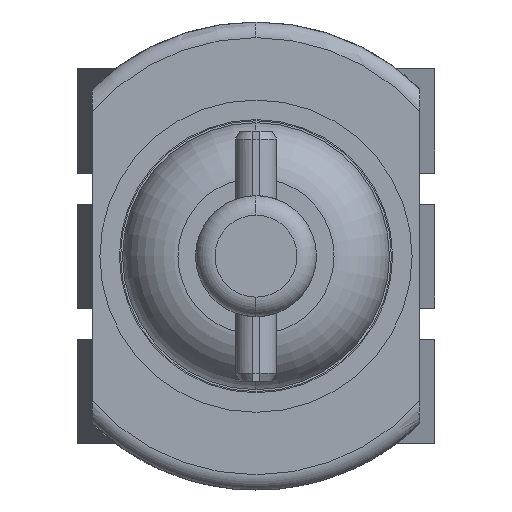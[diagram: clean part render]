
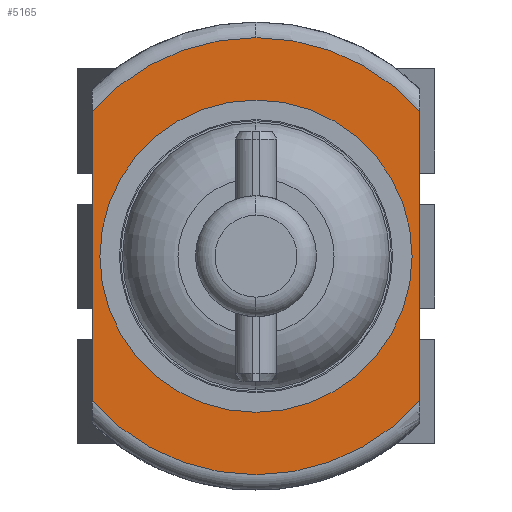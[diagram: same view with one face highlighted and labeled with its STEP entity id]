
A CAD part, front view. The second image highlights one B-rep face of the part: STEP entity #5165.
In plain terms, the highlighted planar face has unit normal (0, -1, 0).
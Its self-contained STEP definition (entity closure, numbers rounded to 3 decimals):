
#183 = CARTESIAN_POINT ( 'NONE',  ( 2.1, 5.5, -1.852 ) ) ;
#325 = DIRECTION ( 'NONE',  ( 0., 0., 1. ) ) ;
#586 = VECTOR ( 'NONE', #2794, 1000. ) ;
#667 = EDGE_LOOP ( 'NONE', ( #6630, #3424 ) ) ;
#691 = LINE ( 'NONE', #8270, #586 ) ;
#971 = CARTESIAN_POINT ( 'NONE',  ( 0., 5.5, 0. ) ) ;
#1151 = CIRCLE ( 'NONE', #4752, 2.8 ) ;
#1236 = VERTEX_POINT ( 'NONE', #8146 ) ;
#1237 = EDGE_CURVE ( 'Defeature ausgef�hrt1_26+Defeature ausgef�hrt1_35+Defeature ausgef�hrt1_27+Defeature ausgef�hrt1_24', #2616, #4171, #691, .T. ) ;
#1537 = DIRECTION ( 'NONE',  ( 0., 0., 1. ) ) ;
#1592 = CIRCLE ( 'NONE', #7613, 1.25 ) ;
#1701 = CARTESIAN_POINT ( 'NONE',  ( 0., 5.5, 2.8 ) ) ;
#1897 = FACE_BOUND ( 'NONE', #667, .T. ) ;
#1988 = EDGE_CURVE ( 'Defeature ausgef�hrt1_26+Defeature ausgef�hrt1_24+Defeature ausgef�hrt1_35+Defeature ausgef�hrt1_36', #4171, #7842, #5220, .T. ) ;
#2209 = CARTESIAN_POINT ( 'NONE',  ( 0., 5.5, 0. ) ) ;
#2326 = DIRECTION ( 'NONE',  ( 0., -1., 0. ) ) ;
#2402 = ORIENTED_EDGE ( 'NONE', *, *, #1237, .T. ) ;
#2424 = DIRECTION ( 'NONE',  ( 0., 1., 0. ) ) ;
#2616 = VERTEX_POINT ( 'NONE', #5951 ) ;
#2683 = AXIS2_PLACEMENT_3D ( 'NONE', #7814, #2424, #2905 ) ;
#2794 = DIRECTION ( 'NONE',  ( 0., 0., -1. ) ) ;
#2891 = CIRCLE ( 'NONE', #2683, 1.25 ) ;
#2905 = DIRECTION ( 'NONE',  ( 0., 0., 1. ) ) ;
#2940 = DIRECTION ( 'NONE',  ( 0., -1., 0. ) ) ;
#2999 = CARTESIAN_POINT ( 'NONE',  ( 0., 5.5, 0. ) ) ;
#3018 = AXIS2_PLACEMENT_3D ( 'NONE', #2999, #6435, #325 ) ;
#3054 = LINE ( 'NONE', #4266, #7523 ) ;
#3065 = DIRECTION ( 'NONE',  ( 0., 0., 1. ) ) ;
#3389 = CIRCLE ( 'NONE', #3018, 2.8 ) ;
#3424 = ORIENTED_EDGE ( 'NONE', *, *, #4568, .T. ) ;
#3527 = DIRECTION ( 'NONE',  ( 0., 0., 1. ) ) ;
#3575 = CARTESIAN_POINT ( 'NONE',  ( 3., 5.5, 0. ) ) ;
#3582 = AXIS2_PLACEMENT_3D ( 'NONE', #971, #2326, #1537 ) ;
#3714 = CARTESIAN_POINT ( 'NONE',  ( 0., 5.5, 0. ) ) ;
#3728 = CARTESIAN_POINT ( 'NONE',  ( 2.1, 5.5, 1.852 ) ) ;
#3754 = VERTEX_POINT ( 'NONE', #1701 ) ;
#3760 = VERTEX_POINT ( 'NONE', #3728 ) ;
#3772 = EDGE_CURVE ( 'Defeature ausgef�hrt1_26+Defeature ausgef�hrt1_22+Defeature ausgef�hrt1_22+Defeature ausgef�hrt1_22', #1236, #8088, #2891, .T. ) ;
#4171 = VERTEX_POINT ( 'NONE', #4304 ) ;
#4266 = CARTESIAN_POINT ( 'NONE',  ( 2.1, 5.5, 0. ) ) ;
#4304 = CARTESIAN_POINT ( 'NONE',  ( -2.1, 5.5, -1.852 ) ) ;
#4568 = EDGE_CURVE ( 'Defeature ausgef�hrt1_26+Defeature ausgef�hrt1_22+Defeature ausgef�hrt1_22+Defeature ausgef�hrt1_22', #8088, #1236, #1592, .T. ) ;
#4592 = ORIENTED_EDGE ( 'NONE', *, *, #1988, .T. ) ;
#4752 = AXIS2_PLACEMENT_3D ( 'NONE', #2209, #2940, #3527 ) ;
#5165 = ADVANCED_FACE ( 'Defeature ausgef�hrt1_26', ( #6154, #1897 ), #5590, .F. ) ;
#5220 = CIRCLE ( 'NONE', #3582, 2.8 ) ;
#5326 = ORIENTED_EDGE ( 'NONE', *, *, #6369, .T. ) ;
#5590 = PLANE ( 'NONE',  #6261 ) ;
#5609 = EDGE_LOOP ( 'NONE', ( #7349, #7192, #2402, #4592, #5326 ) ) ;
#5847 = CARTESIAN_POINT ( 'NONE',  ( 0., 5.5, -1.25 ) ) ;
#5951 = CARTESIAN_POINT ( 'NONE',  ( -2.1, 5.5, 1.852 ) ) ;
#6154 = FACE_OUTER_BOUND ( 'NONE', #5609, .T. ) ;
#6261 = AXIS2_PLACEMENT_3D ( 'NONE', #3575, #7762, #3065 ) ;
#6369 = EDGE_CURVE ( 'Defeature ausgef�hrt1_26+Defeature ausgef�hrt1_36+Defeature ausgef�hrt1_24+Defeature ausgef�hrt1_27', #7842, #3760, #3054, .T. ) ;
#6435 = DIRECTION ( 'NONE',  ( 0., -1., 0. ) ) ;
#6630 = ORIENTED_EDGE ( 'NONE', *, *, #3772, .T. ) ;
#6906 = EDGE_CURVE ( 'Defeature ausgef�hrt1_26+Defeature ausgef�hrt1_27+Defeature ausgef�hrt1_36+Defeature ausgef�hrt1_35', #3760, #3754, #1151, .T. ) ;
#7059 = EDGE_CURVE ( 'Defeature ausgef�hrt1_26+Defeature ausgef�hrt1_27+Defeature ausgef�hrt1_36+Defeature ausgef�hrt1_35', #3754, #2616, #3389, .T. ) ;
#7097 = DIRECTION ( 'NONE',  ( 0., 0., 1. ) ) ;
#7192 = ORIENTED_EDGE ( 'NONE', *, *, #7059, .T. ) ;
#7349 = ORIENTED_EDGE ( 'NONE', *, *, #6906, .T. ) ;
#7510 = DIRECTION ( 'NONE',  ( 0., 0., 1. ) ) ;
#7523 = VECTOR ( 'NONE', #7510, 1000. ) ;
#7613 = AXIS2_PLACEMENT_3D ( 'NONE', #3714, #8445, #7097 ) ;
#7762 = DIRECTION ( 'NONE',  ( 0., 1., 0. ) ) ;
#7814 = CARTESIAN_POINT ( 'NONE',  ( 0., 5.5, 0. ) ) ;
#7842 = VERTEX_POINT ( 'NONE', #183 ) ;
#8088 = VERTEX_POINT ( 'NONE', #5847 ) ;
#8146 = CARTESIAN_POINT ( 'NONE',  ( 0., 5.5, 1.25 ) ) ;
#8270 = CARTESIAN_POINT ( 'NONE',  ( -2.1, 5.5, 0. ) ) ;
#8445 = DIRECTION ( 'NONE',  ( 0., 1., 0. ) ) ;
